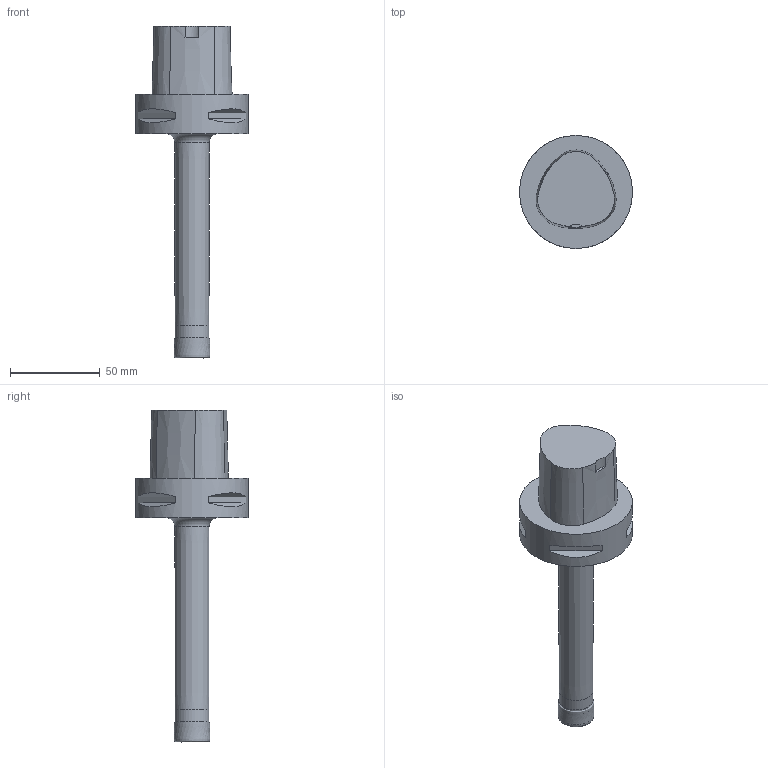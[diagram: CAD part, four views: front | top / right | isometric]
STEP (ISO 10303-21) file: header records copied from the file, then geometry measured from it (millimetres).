
FILE_DESCRIPTION(/* description */ (''),/* implementation_level */ '2;1');
FILE_NAME(/* name */ '1590064853220.stp',/* time_stamp */ '2020-05-21T18:11:16+06:00',/* author */ (''),/* organization */ ('SMS'),/* preprocessor_version */ 'ST-DEVELOPER v16.7',/* originating_system */ 'SIEMENS PLM Software NX 12.0',/* authorisation */ '');
FILE_SCHEMA (('AUTOMOTIVE_DESIGN { 1 0 10303 214 3 1 1 1 }'));
Length unit declared in the file: millimetre
Products named in the file (4): ASSEMBLY_CONSTRUCTION; 202220500mod000_00; 203010562mod000_00; 203010563mod000_00
Assembly tree (3 placements, depth 2):
  203010563mod000_00
    203010562mod000_00
    202220500mod000_00
    ASSEMBLY_CONSTRUCTION
Bounding box: 63 x 63 x 185.01 mm (x, y, z)
Volume: 160532.4 mm3; surface area: 24642.3 mm2
Topology: 2 solids, 2 shells, 40 faces, 85 edges, 63 vertices
Faces by surface type: plane 18, cone 11, torus 7, cylinder 3, bspline 1
Full cylindrical faces by diameter (mm): 18.87 x1, 63 x1
Entity records: 6932 total; most frequent: CARTESIAN_POINT 5924, DIRECTION 206, ORIENTED_EDGE 130, AXIS2_PLACEMENT_3D 92, EDGE_CURVE 65, EDGE_LOOP 60, VERTEX_POINT 50, ADVANCED_FACE 40
